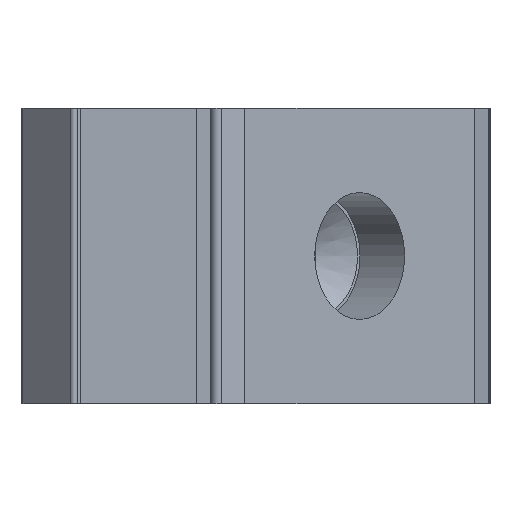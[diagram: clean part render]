
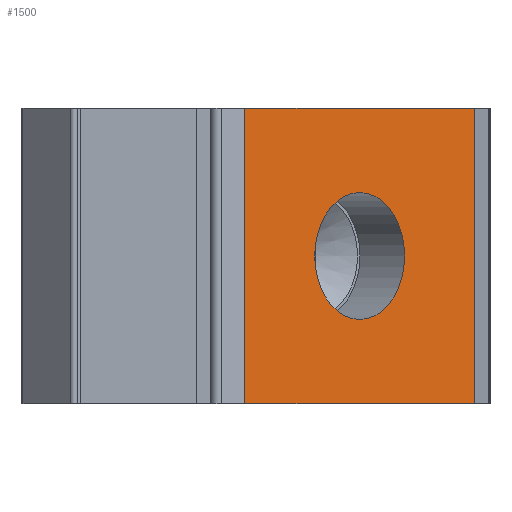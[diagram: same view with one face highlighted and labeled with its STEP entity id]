
A CAD part, left-side view. The second image highlights one B-rep face of the part: STEP entity #1500.
In plain terms, the highlighted face is planar.
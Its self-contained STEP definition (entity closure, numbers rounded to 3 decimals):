
#52=FACE_BOUND('',#223,.T.);
#74=PLANE('',#1639);
#135=FACE_OUTER_BOUND('',#222,.T.);
#222=EDGE_LOOP('',(#1131,#1132,#1133,#1134));
#223=EDGE_LOOP('',(#1135));
#317=LINE('',#2327,#465);
#325=LINE('',#2348,#473);
#328=LINE('',#2357,#476);
#330=LINE('',#2360,#478);
#465=VECTOR('',#1869,10.);
#473=VECTOR('',#1891,10.);
#476=VECTOR('',#1900,10.);
#478=VECTOR('',#1904,10.);
#594=CIRCLE('',#1618,8.6);
#670=VERTEX_POINT('',#2294);
#682=VERTEX_POINT('',#2324);
#683=VERTEX_POINT('',#2326);
#689=VERTEX_POINT('',#2346);
#692=VERTEX_POINT('',#2356);
#828=EDGE_CURVE('',#670,#670,#594,.T.);
#842=EDGE_CURVE('',#682,#683,#317,.T.);
#853=EDGE_CURVE('',#682,#689,#325,.T.);
#857=EDGE_CURVE('',#683,#692,#328,.T.);
#859=EDGE_CURVE('',#689,#692,#330,.T.);
#1131=ORIENTED_EDGE('',*,*,#842,.F.);
#1132=ORIENTED_EDGE('',*,*,#853,.T.);
#1133=ORIENTED_EDGE('',*,*,#859,.T.);
#1134=ORIENTED_EDGE('',*,*,#857,.F.);
#1135=ORIENTED_EDGE('',*,*,#828,.F.);
#1500=ADVANCED_FACE('',(#135,#52),#74,.F.);
#1618=AXIS2_PLACEMENT_3D('',#2296,#1840,#1841);
#1639=AXIS2_PLACEMENT_3D('',#2359,#1902,#1903);
#1840=DIRECTION('center_axis',(0.707,-0.707,0.));
#1841=DIRECTION('ref_axis',(0.707,0.707,0.));
#1869=DIRECTION('',(0.707,0.707,0.));
#1891=DIRECTION('',(0.,0.,-1.));
#1900=DIRECTION('',(0.,0.,-1.));
#1902=DIRECTION('center_axis',(-0.707,0.707,0.));
#1903=DIRECTION('ref_axis',(0.707,0.707,0.));
#1904=DIRECTION('',(0.707,0.707,0.));
#2294=CARTESIAN_POINT('',(14.456,-26.619,-20.));
#2296=CARTESIAN_POINT('Origin',(20.538,-20.538,-20.));
#2324=CARTESIAN_POINT('',(5.,-36.075,0.));
#2326=CARTESIAN_POINT('',(36.075,-5.,0.));
#2327=CARTESIAN_POINT('',(5.,-36.075,0.));
#2346=CARTESIAN_POINT('',(5.,-36.075,-40.));
#2348=CARTESIAN_POINT('',(5.,-36.075,0.));
#2356=CARTESIAN_POINT('',(36.075,-5.,-40.));
#2357=CARTESIAN_POINT('',(36.075,-5.,0.));
#2359=CARTESIAN_POINT('Origin',(5.,-36.075,0.));
#2360=CARTESIAN_POINT('',(5.,-36.075,-40.));
